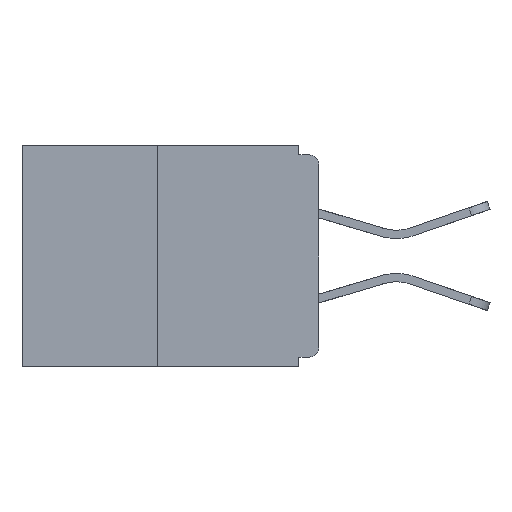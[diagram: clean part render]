
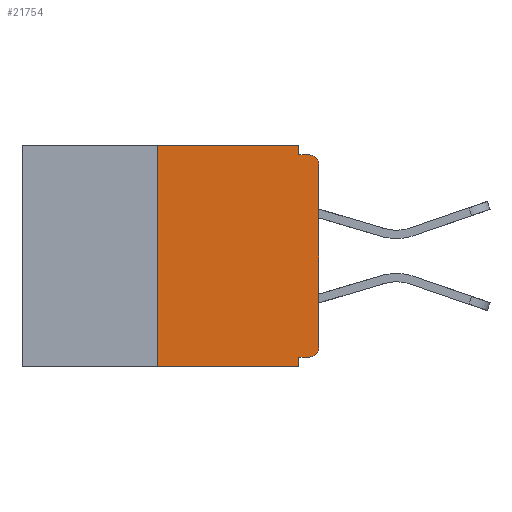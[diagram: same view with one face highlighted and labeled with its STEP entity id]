
A CAD part, left-side view. The second image highlights one B-rep face of the part: STEP entity #21754.
In plain terms, the highlighted planar face has unit normal (-1, 0, 0).
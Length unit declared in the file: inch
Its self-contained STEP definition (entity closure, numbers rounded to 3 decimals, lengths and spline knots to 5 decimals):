
#198 = DIRECTION ( 'NONE',  ( 0., 0., 1. ) ) ;
#468 = CARTESIAN_POINT ( 'NONE',  ( 0., 0., 0. ) ) ;
#476 = CARTESIAN_POINT ( 'NONE',  ( 0., 0., -0.03 ) ) ;
#1615 = AXIS2_PLACEMENT_3D ( 'NONE', #15270, #13151, #23135 ) ;
#1700 = DIRECTION ( 'NONE',  ( 0., 0., -1. ) ) ;
#1723 = EDGE_CURVE ( 'NONE', #4040, #12611, #17339, .T. ) ;
#2566 = LINE ( 'NONE', #13854, #10731 ) ;
#2572 = CARTESIAN_POINT ( 'NONE',  ( 0., 0., -0.313 ) ) ;
#2889 = VERTEX_POINT ( 'NONE', #2572 ) ;
#3510 = CARTESIAN_POINT ( 'NONE',  ( 0., 0.031, -0.328 ) ) ;
#3623 = DIRECTION ( 'NONE',  ( 1., 0., 0. ) ) ;
#3862 = CARTESIAN_POINT ( 'NONE',  ( 0., 0.031, -0.343 ) ) ;
#3879 = EDGE_CURVE ( 'NONE', #2889, #11360, #10921, .T. ) ;
#4040 = VERTEX_POINT ( 'NONE', #11542 ) ;
#4771 = EDGE_CURVE ( 'NONE', #12611, #13195, #11484, .T. ) ;
#4806 = CARTESIAN_POINT ( 'NONE',  ( 0., 0.015, -0.03 ) ) ;
#5073 = VECTOR ( 'NONE', #7961, 39.37008 ) ;
#6555 = VERTEX_POINT ( 'NONE', #22702 ) ;
#6779 = DIRECTION ( 'NONE',  ( 0., 0., -1. ) ) ;
#6941 = AXIS2_PLACEMENT_3D ( 'NONE', #4806, #7328, #19611 ) ;
#7328 = DIRECTION ( 'NONE',  ( -1., 0., 0. ) ) ;
#7615 = CARTESIAN_POINT ( 'NONE',  ( 0., 0.031, 0. ) ) ;
#7666 = CARTESIAN_POINT ( 'NONE',  ( 0., 0., -0.328 ) ) ;
#7673 = DIRECTION ( 'NONE',  ( 0., 0., 1. ) ) ;
#7712 = VECTOR ( 'NONE', #6779, 39.37008 ) ;
#7902 = DIRECTION ( 'NONE',  ( 0., 0., -1. ) ) ;
#7961 = DIRECTION ( 'NONE',  ( 0., -1., 0. ) ) ;
#8701 = ORIENTED_EDGE ( 'NONE', *, *, #24561, .T. ) ;
#9170 = ORIENTED_EDGE ( 'NONE', *, *, #3879, .T. ) ;
#10704 = ORIENTED_EDGE ( 'NONE', *, *, #21383, .F. ) ;
#10731 = VECTOR ( 'NONE', #13946, 39.37008 ) ;
#10783 = ORIENTED_EDGE ( 'NONE', *, *, #4771, .F. ) ;
#10892 = ORIENTED_EDGE ( 'NONE', *, *, #16025, .F. ) ;
#10921 = LINE ( 'NONE', #468, #17901 ) ;
#11360 = VERTEX_POINT ( 'NONE', #476 ) ;
#11484 = LINE ( 'NONE', #19140, #7712 ) ;
#11542 = CARTESIAN_POINT ( 'NONE',  ( 0., 0.25, 0. ) ) ;
#11623 = CARTESIAN_POINT ( 'NONE',  ( 0., 0.46, 0. ) ) ;
#11633 = CARTESIAN_POINT ( 'NONE',  ( 0., 0.25, 0. ) ) ;
#12197 = LINE ( 'NONE', #11633, #18534 ) ;
#12368 = CARTESIAN_POINT ( 'NONE',  ( 0., 0.46, -0.343 ) ) ;
#12611 = VERTEX_POINT ( 'NONE', #7615 ) ;
#12686 = EDGE_CURVE ( 'NONE', #11360, #6555, #19031, .T. ) ;
#13050 = ORIENTED_EDGE ( 'NONE', *, *, #16971, .T. ) ;
#13151 = DIRECTION ( 'NONE',  ( -1., 0., 0. ) ) ;
#13195 = VERTEX_POINT ( 'NONE', #24154 ) ;
#13429 = LINE ( 'NONE', #3862, #18841 ) ;
#13854 = CARTESIAN_POINT ( 'NONE',  ( 0., 0., -0.015 ) ) ;
#13942 = VECTOR ( 'NONE', #22436, 39.37008 ) ;
#13946 = DIRECTION ( 'NONE',  ( 0., -1., 0. ) ) ;
#15100 = ORIENTED_EDGE ( 'NONE', *, *, #1723, .F. ) ;
#15179 = ORIENTED_EDGE ( 'NONE', *, *, #20666, .F. ) ;
#15206 = AXIS2_PLACEMENT_3D ( 'NONE', #11623, #3623, #1700 ) ;
#15270 = CARTESIAN_POINT ( 'NONE',  ( 0., 0.015, -0.313 ) ) ;
#15528 = CARTESIAN_POINT ( 'NONE',  ( 0., 0.031, -0.343 ) ) ;
#16025 = EDGE_CURVE ( 'NONE', #25221, #4040, #12197, .T. ) ;
#16267 = FACE_OUTER_BOUND ( 'NONE', #25180, .T. ) ;
#16971 = EDGE_CURVE ( 'NONE', #25294, #2889, #20375, .T. ) ;
#17339 = LINE ( 'NONE', #24114, #5073 ) ;
#17356 = ORIENTED_EDGE ( 'NONE', *, *, #18879, .F. ) ;
#17901 = VECTOR ( 'NONE', #198, 39.37008 ) ;
#18534 = VECTOR ( 'NONE', #7673, 39.37008 ) ;
#18841 = VECTOR ( 'NONE', #7902, 39.37008 ) ;
#18879 = EDGE_CURVE ( 'NONE', #13195, #6555, #2566, .T. ) ;
#19031 = CIRCLE ( 'NONE', #6941, 0.015 ) ;
#19140 = CARTESIAN_POINT ( 'NONE',  ( 0., 0.031, 0. ) ) ;
#19201 = VERTEX_POINT ( 'NONE', #3510 ) ;
#19488 = VECTOR ( 'NONE', #20034, 39.37008 ) ;
#19611 = DIRECTION ( 'NONE',  ( 0., 0., -1. ) ) ;
#20034 = DIRECTION ( 'NONE',  ( 0., 1., 0. ) ) ;
#20375 = CIRCLE ( 'NONE', #1615, 0.015 ) ;
#20626 = CARTESIAN_POINT ( 'NONE',  ( 0., 0.25, -0.343 ) ) ;
#20666 = EDGE_CURVE ( 'NONE', #25294, #19201, #22639, .T. ) ;
#21383 = EDGE_CURVE ( 'NONE', #19201, #24269, #13429, .T. ) ;
#21622 = PLANE ( 'NONE',  #15206 ) ;
#21754 = ADVANCED_FACE ( 'NONE', ( #16267 ), #21622, .F. ) ;
#22436 = DIRECTION ( 'NONE',  ( 0., -1., 0. ) ) ;
#22639 = LINE ( 'NONE', #7666, #19488 ) ;
#22702 = CARTESIAN_POINT ( 'NONE',  ( 0., 0.015, -0.015 ) ) ;
#22805 = CARTESIAN_POINT ( 'NONE',  ( 0., 0.015, -0.328 ) ) ;
#23135 = DIRECTION ( 'NONE',  ( 0., 0., -1. ) ) ;
#24114 = CARTESIAN_POINT ( 'NONE',  ( 0., 0.46, 0. ) ) ;
#24154 = CARTESIAN_POINT ( 'NONE',  ( 0., 0.031, -0.015 ) ) ;
#24269 = VERTEX_POINT ( 'NONE', #15528 ) ;
#24561 = EDGE_CURVE ( 'NONE', #25221, #24269, #24954, .T. ) ;
#24954 = LINE ( 'NONE', #12368, #13942 ) ;
#25034 = ORIENTED_EDGE ( 'NONE', *, *, #12686, .T. ) ;
#25180 = EDGE_LOOP ( 'NONE', ( #15100, #10892, #8701, #10704, #15179, #13050, #9170, #25034, #17356, #10783 ) ) ;
#25221 = VERTEX_POINT ( 'NONE', #20626 ) ;
#25294 = VERTEX_POINT ( 'NONE', #22805 ) ;
